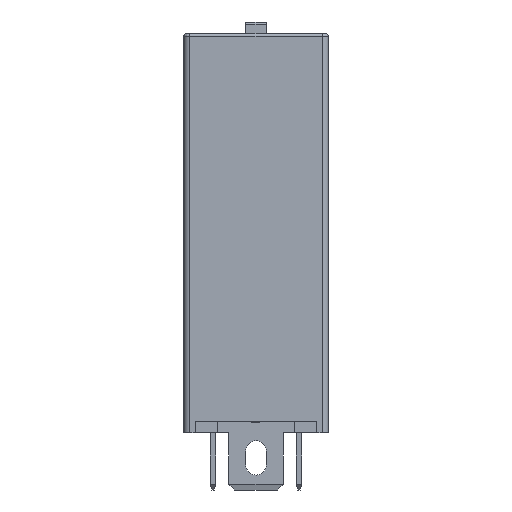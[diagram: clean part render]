
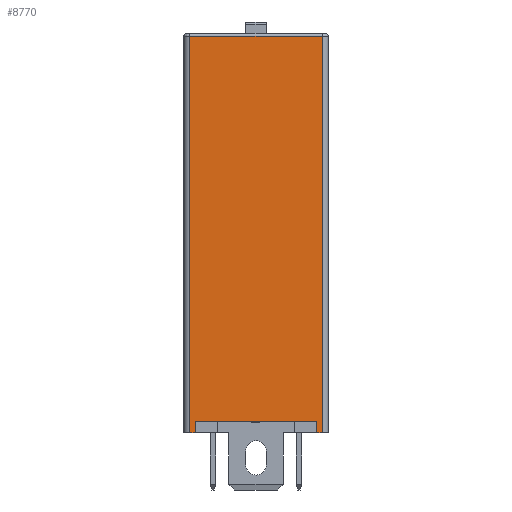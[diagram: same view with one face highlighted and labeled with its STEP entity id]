
A CAD part, left-side view. The second image highlights one B-rep face of the part: STEP entity #8770.
In plain terms, the highlighted planar face has unit normal (-1, 0, 0).
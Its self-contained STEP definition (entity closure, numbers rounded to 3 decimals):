
#85 = DIRECTION ( 'NONE',  ( 0., 0., 1. ) ) ;
#330 = VECTOR ( 'NONE', #14370, 1000. ) ;
#434 = DIRECTION ( 'NONE',  ( 0., 1., 0. ) ) ;
#1262 = VECTOR ( 'NONE', #8412, 1000. ) ;
#1312 = EDGE_CURVE ( 'NONE', #11378, #2788, #9046, .T. ) ;
#1943 = CARTESIAN_POINT ( 'NONE',  ( -29.4, -0.5, 43.5 ) ) ;
#2288 = VERTEX_POINT ( 'NONE', #3290 ) ;
#2342 = VECTOR ( 'NONE', #10101, 1000. ) ;
#2788 = VERTEX_POINT ( 'NONE', #4397 ) ;
#2822 = CARTESIAN_POINT ( 'NONE',  ( -29.4, -0.5, 34.8 ) ) ;
#2993 = CARTESIAN_POINT ( 'NONE',  ( -29.4, -11.6, 34.8 ) ) ;
#3178 = LINE ( 'NONE', #1943, #2342 ) ;
#3223 = VECTOR ( 'NONE', #12169, 1000. ) ;
#3284 = AXIS2_PLACEMENT_3D ( 'NONE', #10973, #8509, #434 ) ;
#3290 = CARTESIAN_POINT ( 'NONE',  ( -29.4, -12.1, 69.45 ) ) ;
#3523 = CARTESIAN_POINT ( 'NONE',  ( -29.4, -1., 34.8 ) ) ;
#3547 = LINE ( 'NONE', #3630, #6664 ) ;
#3630 = CARTESIAN_POINT ( 'NONE',  ( -29.4, -1., 34.8 ) ) ;
#3915 = ORIENTED_EDGE ( 'NONE', *, *, #15183, .T. ) ;
#4397 = CARTESIAN_POINT ( 'NONE',  ( -29.4, -11.6, 35.8 ) ) ;
#4671 = LINE ( 'NONE', #6049, #14107 ) ;
#4776 = VECTOR ( 'NONE', #10352, 1000. ) ;
#4796 = LINE ( 'NONE', #9495, #1262 ) ;
#5098 = CARTESIAN_POINT ( 'NONE',  ( -29.4, -0.5, 69.45 ) ) ;
#5234 = VERTEX_POINT ( 'NONE', #13722 ) ;
#5578 = CARTESIAN_POINT ( 'NONE',  ( -29.4, 0., 35.8 ) ) ;
#6049 = CARTESIAN_POINT ( 'NONE',  ( -29.4, -12.1, 43.5 ) ) ;
#6094 = VECTOR ( 'NONE', #6683, 1000. ) ;
#6427 = CARTESIAN_POINT ( 'NONE',  ( -29.4, -11.6, 34.8 ) ) ;
#6445 = EDGE_LOOP ( 'NONE', ( #12576, #14398, #11092, #10778, #3915, #12650, #9972, #14040 ) ) ;
#6664 = VECTOR ( 'NONE', #85, 1000. ) ;
#6683 = DIRECTION ( 'NONE',  ( 0., 1., 0. ) ) ;
#6717 = EDGE_CURVE ( 'NONE', #11513, #13889, #11541, .T. ) ;
#7426 = FACE_OUTER_BOUND ( 'NONE', #6445, .T. ) ;
#8412 = DIRECTION ( 'NONE',  ( 0., 1., 0. ) ) ;
#8509 = DIRECTION ( 'NONE',  ( 1., 0., 0. ) ) ;
#8564 = EDGE_CURVE ( 'NONE', #11513, #2288, #4671, .T. ) ;
#8638 = LINE ( 'NONE', #5098, #3223 ) ;
#8770 = ADVANCED_FACE ( 'NONE', ( #7426 ), #13517, .F. ) ;
#8835 = EDGE_CURVE ( 'NONE', #13889, #2788, #12193, .T. ) ;
#9046 = LINE ( 'NONE', #5578, #4776 ) ;
#9368 = DIRECTION ( 'NONE',  ( 0., 0., 1. ) ) ;
#9495 = CARTESIAN_POINT ( 'NONE',  ( -29.4, -0.5, 34.8 ) ) ;
#9972 = ORIENTED_EDGE ( 'NONE', *, *, #8835, .F. ) ;
#10101 = DIRECTION ( 'NONE',  ( 0., 0., -1. ) ) ;
#10289 = EDGE_CURVE ( 'NONE', #5234, #14326, #3178, .T. ) ;
#10311 = CARTESIAN_POINT ( 'NONE',  ( -29.4, -12.1, 34.8 ) ) ;
#10352 = DIRECTION ( 'NONE',  ( 0., -1., 0. ) ) ;
#10488 = CARTESIAN_POINT ( 'NONE',  ( -29.4, -1., 35.8 ) ) ;
#10714 = CARTESIAN_POINT ( 'NONE',  ( -29.4, -12.1, 34.8 ) ) ;
#10778 = ORIENTED_EDGE ( 'NONE', *, *, #14898, .F. ) ;
#10973 = CARTESIAN_POINT ( 'NONE',  ( -29.4, 0., 43.5 ) ) ;
#11092 = ORIENTED_EDGE ( 'NONE', *, *, #10289, .T. ) ;
#11378 = VERTEX_POINT ( 'NONE', #10488 ) ;
#11513 = VERTEX_POINT ( 'NONE', #10714 ) ;
#11541 = LINE ( 'NONE', #10311, #6094 ) ;
#12169 = DIRECTION ( 'NONE',  ( 0., 1., 0. ) ) ;
#12193 = LINE ( 'NONE', #6427, #330 ) ;
#12576 = ORIENTED_EDGE ( 'NONE', *, *, #8564, .T. ) ;
#12650 = ORIENTED_EDGE ( 'NONE', *, *, #1312, .T. ) ;
#13284 = VERTEX_POINT ( 'NONE', #3523 ) ;
#13517 = PLANE ( 'NONE',  #3284 ) ;
#13722 = CARTESIAN_POINT ( 'NONE',  ( -29.4, -0.5, 69.45 ) ) ;
#13889 = VERTEX_POINT ( 'NONE', #2993 ) ;
#14040 = ORIENTED_EDGE ( 'NONE', *, *, #6717, .F. ) ;
#14107 = VECTOR ( 'NONE', #9368, 1000. ) ;
#14326 = VERTEX_POINT ( 'NONE', #2822 ) ;
#14370 = DIRECTION ( 'NONE',  ( 0., 0., 1. ) ) ;
#14398 = ORIENTED_EDGE ( 'NONE', *, *, #14927, .T. ) ;
#14898 = EDGE_CURVE ( 'NONE', #13284, #14326, #4796, .T. ) ;
#14927 = EDGE_CURVE ( 'NONE', #2288, #5234, #8638, .T. ) ;
#15183 = EDGE_CURVE ( 'NONE', #13284, #11378, #3547, .T. ) ;
